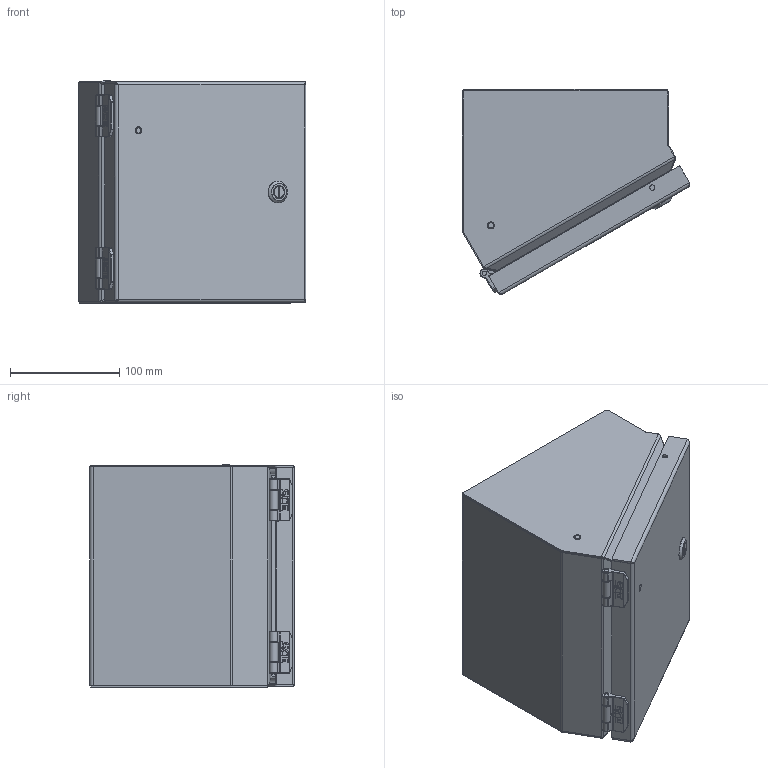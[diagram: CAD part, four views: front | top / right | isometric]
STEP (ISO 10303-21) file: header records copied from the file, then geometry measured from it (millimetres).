
FILE_DESCRIPTION (( 'STEP AP214' ), '1' );
FILE_NAME ('SCE-8C8ELJ.STEP', '2020-10-22T17:50:10', ( '' ), ( '' ), 'SwSTEP 2.0', 'SolidWorks 2019', '' );
FILE_SCHEMA (( 'AUTOMOTIVE_DESIGN' ));
Length unit declared in the file: inch
Products named in the file (1): SCE-8C8ELJ
Bounding box: 208.31 x 187.46 x 203.3 mm (x, y, z)
Volume: 408245 mm3; surface area: 503984.5 mm2
Topology: 32 solids, 34 shells, 2128 faces, 5297 edges, 3181 vertices
Faces by surface type: bspline 802, cylinder 651, plane 639, cone 28, torus 8
Full cylindrical faces by diameter (mm): 0.508 x2, 2.54 x2, 3.962 x2, 4.013 x6, 4.318 x4, 4.42 x2, 4.572 x2, 4.775 x8, 4.826 x5, 4.902 x2, 5.08 x1, 5.544 x1, 6.058 x1, 6.35 x8, 6.463 x1, 6.502 x2, 6.604 x2, 6.756 x2, 6.824 x1, 7.112 x4, 7.137 x4, 7.167 x1, 7.874 x1, 8.28 x1, 8.89 x1, 9.474 x4, 10.922 x1, 11.684 x1, 12.065 x1, 12.17 x4
Entity records: 112784 total; most frequent: CARTESIAN_POINT 71568, ORIENTED_EDGE 10090, DIRECTION 5597, EDGE_CURVE 5045, VERTEX_POINT 3144, B_SPLINE_CURVE_WITH_KNOTS 2578, EDGE_LOOP 2359, FACE_OUTER_BOUND 2233
